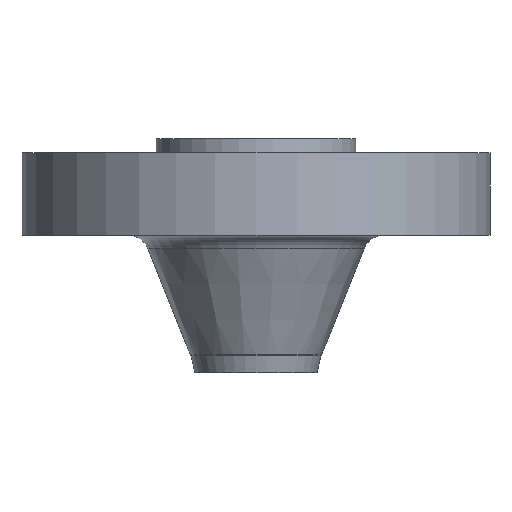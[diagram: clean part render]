
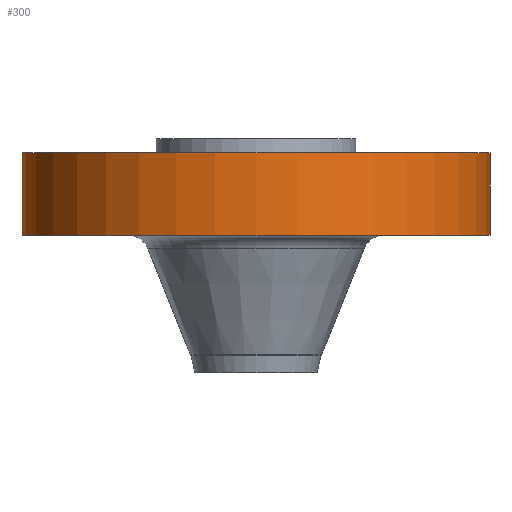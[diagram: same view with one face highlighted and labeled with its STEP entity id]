
A CAD part, front view. The second image highlights one B-rep face of the part: STEP entity #300.
In plain terms, the highlighted cylindrical face has radius 107.95 mm (diameter 215.9 mm), a partial arc.
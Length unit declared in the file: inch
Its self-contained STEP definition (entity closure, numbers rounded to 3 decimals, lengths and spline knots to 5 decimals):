
#51 = DIRECTION ( 'NONE',  ( 1., 0., 0. ) ) ;
#94 = CARTESIAN_POINT ( 'NONE',  ( 0., 0., 0. ) ) ;
#118 = CARTESIAN_POINT ( 'NONE',  ( -4.25, 0., -1.75 ) ) ;
#137 = EDGE_CURVE ( 'NONE', #318, #986, #645, .T. ) ;
#151 = ORIENTED_EDGE ( 'NONE', *, *, #1012, .T. ) ;
#187 = ORIENTED_EDGE ( 'NONE', *, *, #137, .T. ) ;
#216 = AXIS2_PLACEMENT_3D ( 'NONE', #438, #635, #792 ) ;
#239 = CARTESIAN_POINT ( 'NONE',  ( 0., 0., -1.75 ) ) ;
#261 = CARTESIAN_POINT ( 'NONE',  ( -4.25, 0., 0. ) ) ;
#270 = VECTOR ( 'NONE', #638, 39.37008 ) ;
#300 = ADVANCED_FACE ( 'NONE', ( #712 ), #799, .T. ) ;
#316 = DIRECTION ( 'NONE',  ( 0., 0., 1. ) ) ;
#318 = VERTEX_POINT ( 'NONE', #443 ) ;
#412 = VERTEX_POINT ( 'NONE', #118 ) ;
#435 = VECTOR ( 'NONE', #1075, 39.37008 ) ;
#438 = CARTESIAN_POINT ( 'NONE',  ( 0., 0., -0.25 ) ) ;
#443 = CARTESIAN_POINT ( 'NONE',  ( 4.25, 0., -1.75 ) ) ;
#455 = DIRECTION ( 'NONE',  ( 0., 0., 1. ) ) ;
#468 = AXIS2_PLACEMENT_3D ( 'NONE', #94, #455, #1066 ) ;
#483 = CIRCLE ( 'NONE', #886, 4.25 ) ;
#514 = EDGE_LOOP ( 'NONE', ( #634, #151, #187, #615 ) ) ;
#563 = CARTESIAN_POINT ( 'NONE',  ( 4.25, 0., 0. ) ) ;
#615 = ORIENTED_EDGE ( 'NONE', *, *, #668, .F. ) ;
#634 = ORIENTED_EDGE ( 'NONE', *, *, #709, .F. ) ;
#635 = DIRECTION ( 'NONE',  ( 0., 0., 1. ) ) ;
#638 = DIRECTION ( 'NONE',  ( 0., 0., 1. ) ) ;
#645 = LINE ( 'NONE', #563, #270 ) ;
#668 = EDGE_CURVE ( 'NONE', #735, #986, #1052, .T. ) ;
#709 = EDGE_CURVE ( 'NONE', #412, #735, #711, .T. ) ;
#711 = LINE ( 'NONE', #261, #435 ) ;
#712 = FACE_OUTER_BOUND ( 'NONE', #514, .T. ) ;
#735 = VERTEX_POINT ( 'NONE', #992 ) ;
#792 = DIRECTION ( 'NONE',  ( 1., 0., 0. ) ) ;
#799 = CYLINDRICAL_SURFACE ( 'NONE', #468, 4.25 ) ;
#842 = CARTESIAN_POINT ( 'NONE',  ( 4.25, 0., -0.25 ) ) ;
#886 = AXIS2_PLACEMENT_3D ( 'NONE', #239, #316, #51 ) ;
#986 = VERTEX_POINT ( 'NONE', #842 ) ;
#992 = CARTESIAN_POINT ( 'NONE',  ( -4.25, 0., -0.25 ) ) ;
#1012 = EDGE_CURVE ( 'NONE', #412, #318, #483, .T. ) ;
#1052 = CIRCLE ( 'NONE', #216, 4.25 ) ;
#1066 = DIRECTION ( 'NONE',  ( 1., 0., 0. ) ) ;
#1075 = DIRECTION ( 'NONE',  ( 0., 0., 1. ) ) ;
